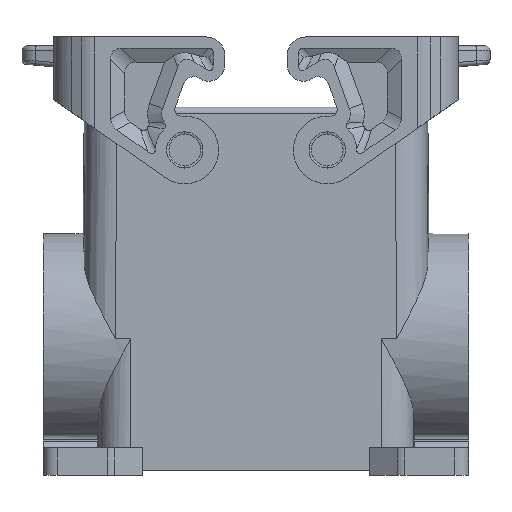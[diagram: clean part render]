
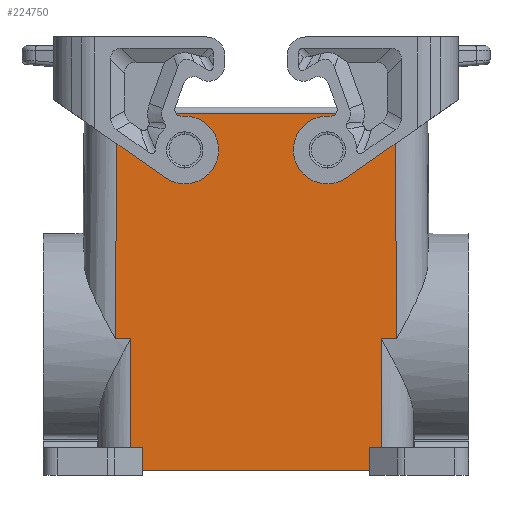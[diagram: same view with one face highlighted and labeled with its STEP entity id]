
A CAD part, front view. The second image highlights one B-rep face of the part: STEP entity #224750.
In plain terms, the highlighted face is planar.
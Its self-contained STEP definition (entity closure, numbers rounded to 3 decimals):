
#6800=CARTESIAN_POINT('',(-57.393,-26.195,
23.435));
#6810=VERTEX_POINT('',#6800);
#6840=CARTESIAN_POINT('',(-67.054,-26.195,
23.435));
#6850=DIRECTION('',(-1.,0.,0.));
#6860=VECTOR('',#6850,1.);
#6870=LINE('',#6840,#6860);
#6880=CARTESIAN_POINT('',(-53.903,-26.195,
23.435));
#6890=VERTEX_POINT('',#6880);
#6900=EDGE_CURVE('',#6890,#6810,#6870,.T.);
#10050=CARTESIAN_POINT('',(1.41,-26.195,
23.435));
#10060=VERTEX_POINT('',#10050);
#10110=CARTESIAN_POINT('',(1.321,-26.195,
23.435));
#10120=DIRECTION('',(1.,0.,0.));
#10130=VECTOR('',#10120,1.);
#10140=LINE('',#10110,#10130);
#10150=CARTESIAN_POINT('',(4.9,-26.195,
23.435));
#10160=VERTEX_POINT('',#10150);
#10170=EDGE_CURVE('',#10060,#10160,#10140,.T.);
#19710=CARTESIAN_POINT('',(1.615,-50.4,23.646))
;
#19720=VERTEX_POINT('',#19710);
#19750=CARTESIAN_POINT('',(1.615,-50.4,
23.646));
#19760=CARTESIAN_POINT('',(1.547,-42.331,
23.575));
#19770=CARTESIAN_POINT('',(1.479,-34.263,
23.505));
#19780=CARTESIAN_POINT('',(1.41,-26.195,
23.435));
#19790=B_SPLINE_CURVE_WITH_KNOTS('',3,(#19750,#19760,#19770,#19780),
.UNSPECIFIED.,.F.,.F.,(4,4),(0.,24.206),.UNSPECIFIED.);
#19800=EDGE_CURVE('',#19720,#10060,#19790,.T.);
#27910=CARTESIAN_POINT('',(-56.966,23.6,23.)
);
#27920=VERTEX_POINT('',#27910);
#28580=CARTESIAN_POINT('',(4.473,23.6,23.))
;
#28590=VERTEX_POINT('',#28580);
#28620=CARTESIAN_POINT('',(0.,23.6,23.));
#28630=DIRECTION('',(1.,0.,0.));
#28640=VECTOR('',#28630,1.);
#28650=LINE('',#28620,#28640);
#28660=EDGE_CURVE('',#27920,#28590,#28650,.T.);
#29170=CARTESIAN_POINT('',(0.,-50.4,23.646));
#29180=DIRECTION('',(1.,0.,0.));
#29190=VECTOR('',#29180,1.);
#29200=LINE('',#29170,#29190);
#29210=CARTESIAN_POINT('',(-1.097,-50.4,23.646)
);
#29220=VERTEX_POINT('',#29210);
#29230=EDGE_CURVE('',#29220,#19720,#29200,.T.);
#30190=CARTESIAN_POINT('',(-1.097,-55.4,23.689
));
#30200=VERTEX_POINT('',#30190);
#30230=CARTESIAN_POINT('',(-1.097,0.,23.206));
#30240=DIRECTION('',(0.,1.,
-0.009));
#30250=VECTOR('',#30240,1.);
#30260=LINE('',#30230,#30250);
#30270=EDGE_CURVE('',#30200,#29220,#30260,.T.);
#31530=CARTESIAN_POINT('',(-45.497,15.5,
23.071));
#31540=VERTEX_POINT('',#31530);
#31720=CARTESIAN_POINT('',(-38.497,15.5,
23.071));
#31730=VERTEX_POINT('',#31720);
#31760=CARTESIAN_POINT('',(-41.997,15.5,
23.071));
#31770=DIRECTION('',(0.,0.009,
1.));
#31780=DIRECTION('',(0.,1.,
-0.009));
#31790=AXIS2_PLACEMENT_3D('',#31760,#31770,#31780);
#31800=ELLIPSE('',#31790,3.5,3.5);
#31810=EDGE_CURVE('',#31540,#31730,#31800,.T.);
#88930=EDGE_CURVE('',#31730,#31540,#31800,.T.);
#93880=CARTESIAN_POINT('',(-51.397,-55.4,23.689)
);
#93890=VERTEX_POINT('',#93880);
#93920=CARTESIAN_POINT('',(0.,-55.4,23.689));
#93930=DIRECTION('',(-1.,0.,0.));
#93940=VECTOR('',#93930,1.);
#93950=LINE('',#93920,#93940);
#93960=EDGE_CURVE('',#30200,#93890,#93950,.T.);
#94420=CARTESIAN_POINT('',(4.675,0.061,
23.205));
#94430=DIRECTION('',(0.009,-1.,
0.009));
#94440=VECTOR('',#94430,1.);
#94450=LINE('',#94420,#94440);
#94460=EDGE_CURVE('',#28590,#10160,#94450,.T.);
#194210=CARTESIAN_POINT('',(-6.997,15.5,
23.071));
#194220=VERTEX_POINT('',#194210);
#194400=CARTESIAN_POINT('',(-13.997,15.5,
23.071));
#194410=VERTEX_POINT('',#194400);
#194440=CARTESIAN_POINT('',(-10.497,15.5,
23.071));
#194450=DIRECTION('',(0.,0.009,
1.));
#194460=DIRECTION('',(0.,1.,
-0.009));
#194470=AXIS2_PLACEMENT_3D('',#194440,#194450,#194460);
#194480=ELLIPSE('',#194470,3.5,3.5);
#194490=EDGE_CURVE('',#194220,#194410,#194480,.T.);
#194620=CARTESIAN_POINT('',(-57.168,0.061,
23.205));
#194630=DIRECTION('',(-0.009,-1.,
0.009));
#194640=VECTOR('',#194630,1.);
#194650=LINE('',#194620,#194640);
#194660=EDGE_CURVE('',#27920,#6810,#194650,.T.);
#213400=EDGE_CURVE('',#194410,#194220,#194480,.T.);
#214360=CARTESIAN_POINT('',(-54.108,-50.339,
23.645));
#214370=DIRECTION('',(-0.009,-1.,
0.009));
#214380=VECTOR('',#214370,1.);
#214390=LINE('',#214360,#214380);
#214400=CARTESIAN_POINT('',(-54.109,-50.4,
23.646));
#214410=VERTEX_POINT('',#214400);
#214420=EDGE_CURVE('',#6890,#214410,#214390,.T.);
#223920=CARTESIAN_POINT('',(-51.397,-50.4,23.646
));
#223930=VERTEX_POINT('',#223920);
#224040=CARTESIAN_POINT('',(0.,-50.4,23.646));
#224050=DIRECTION('',(1.,0.,0.));
#224060=VECTOR('',#224050,1.);
#224070=LINE('',#224040,#224060);
#224080=EDGE_CURVE('',#214410,#223930,#224070,.T.);
#224300=CARTESIAN_POINT('',(-51.397,0.,23.206));
#224310=DIRECTION('',(0.,1.,
-0.009));
#224320=VECTOR('',#224310,1.);
#224330=LINE('',#224300,#224320);
#224340=EDGE_CURVE('',#93890,#223930,#224330,.T.);
#224480=CARTESIAN_POINT('',(-74.247,1.601,
23.192));
#224490=DIRECTION('',(0.,0.009,
1.));
#224500=DIRECTION('',(1.,0.,0.));
#224510=AXIS2_PLACEMENT_3D('',#224480,#224490,#224500);
#224520=PLANE('',#224510);
#224530=ORIENTED_EDGE('',*,*,#213400,.F.);
#224540=ORIENTED_EDGE('',*,*,#194490,.F.);
#224550=EDGE_LOOP('',(#224540,#224530));
#224560=FACE_BOUND('',#224550,.T.);
#224570=ORIENTED_EDGE('',*,*,#88930,.F.);
#224580=ORIENTED_EDGE('',*,*,#31810,.F.);
#224590=EDGE_LOOP('',(#224580,#224570));
#224600=FACE_BOUND('',#224590,.T.);
#224610=ORIENTED_EDGE('',*,*,#224080,.T.);
#224620=ORIENTED_EDGE('',*,*,#214420,.T.);
#224630=ORIENTED_EDGE('',*,*,#6900,.F.);
#224640=ORIENTED_EDGE('',*,*,#194660,.T.);
#224650=ORIENTED_EDGE('',*,*,#28660,.F.);
#224660=ORIENTED_EDGE('',*,*,#94460,.F.);
#224670=ORIENTED_EDGE('',*,*,#10170,.T.);
#224680=ORIENTED_EDGE('',*,*,#19800,.T.);
#224690=ORIENTED_EDGE('',*,*,#29230,.T.);
#224700=ORIENTED_EDGE('',*,*,#30270,.T.);
#224710=ORIENTED_EDGE('',*,*,#93960,.F.);
#224720=ORIENTED_EDGE('',*,*,#224340,.F.);
#224730=EDGE_LOOP('',(#224720,#224710,#224700,#224690,#224680,#224670,
#224660,#224650,#224640,#224630,#224620,#224610));
#224740=FACE_OUTER_BOUND('',#224730,.T.);
#224750=ADVANCED_FACE('',(#224560,#224600,#224740),#224520,.T.);
